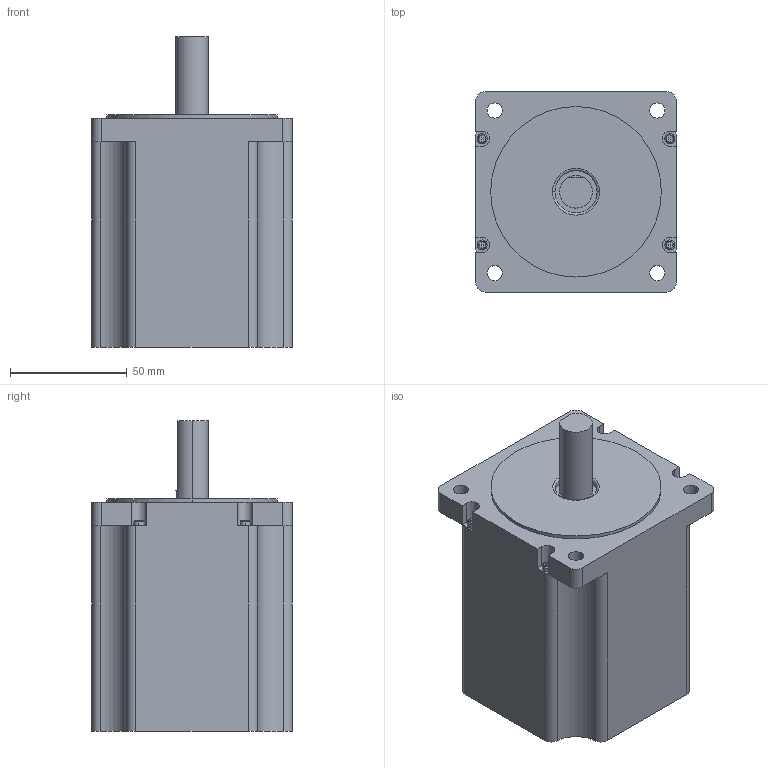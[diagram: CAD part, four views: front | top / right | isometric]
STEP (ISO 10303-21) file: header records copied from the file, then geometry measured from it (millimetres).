
FILE_DESCRIPTION (( 'STEP AP214' ), '1' );
FILE_NAME ('B524 Øàãîâûé äâèãàòåëü Nema 34.STEP', '2026-01-28T11:15:33', ( '' ), ( '' ), 'SwSTEP 2.0', 'SolidWorks 2026', '' );
FILE_SCHEMA (( 'AUTOMOTIVE_DESIGN' ));
Length unit declared in the file: millimetre
Products named in the file (1): B524 Шаговый двигатель Nema 34
Bounding box: 85.8 x 85.8 x 133 mm (x, y, z)
Volume: 659139.3 mm3; surface area: 48882.3 mm2
Topology: 1 solids, 2 shells, 150 faces, 388 edges, 254 vertices
Faces by surface type: plane 90, cylinder 50, torus 10
Entity records: 4627 total; most frequent: DIRECTION 816, CARTESIAN_POINT 793, ORIENTED_EDGE 776, EDGE_CURVE 388, AXIS2_PLACEMENT_3D 277, LINE 262, VECTOR 262, VERTEX_POINT 254
